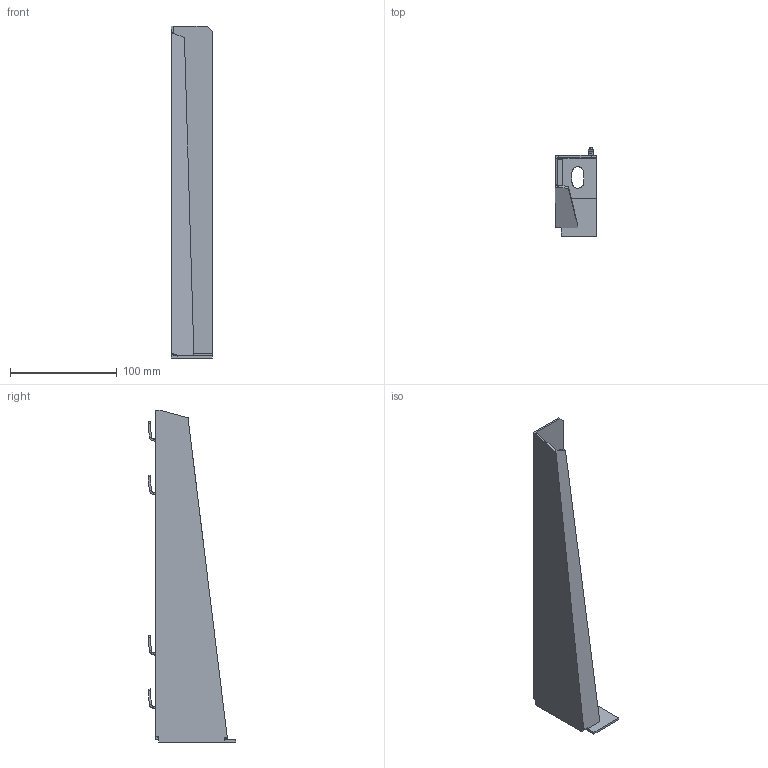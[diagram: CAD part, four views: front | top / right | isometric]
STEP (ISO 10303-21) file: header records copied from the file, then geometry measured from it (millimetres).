
FILE_DESCRIPTION(/* description */ (''),/* implementation_level */ '2;1');
FILE_NAME(/* name */ '6424616',/* time_stamp */ '2015-05-06T13:56:57+02:00',/* author */ (''),/* organization */ (''),/* preprocessor_version */ 'ST-DEVELOPER v15',/* originating_system */ '',/* authorisation */ '');
FILE_SCHEMA (('CONFIG_CONTROL_DESIGN'));
Length unit declared in the file: millimetre
Products named in the file (1): Document
Bounding box: 38.49 x 82.24 x 310.48 mm (x, y, z)
Volume: 64712.2 mm3; surface area: 68906.4 mm2
Topology: 1 solids, 1 shells, 113 faces, 272 edges, 163 vertices
Faces by surface type: plane 62, bspline 51
Entity records: 4061 total; most frequent: CARTESIAN_POINT 2224, ORIENTED_EDGE 542, EDGE_CURVE 271, B_SPLINE_CURVE_WITH_KNOTS 225, VERTEX_POINT 163, EDGE_LOOP 120, ADVANCED_FACE 113, FACE_OUTER_BOUND 113
